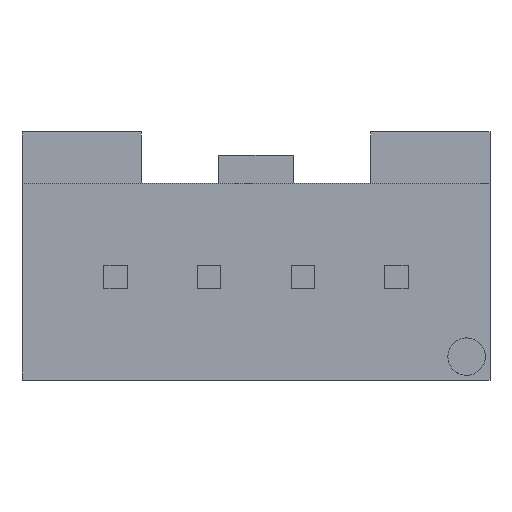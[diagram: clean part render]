
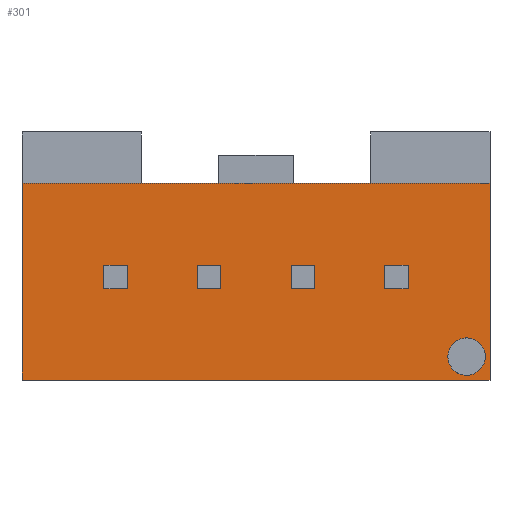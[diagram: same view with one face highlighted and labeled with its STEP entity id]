
A CAD part, front view. The second image highlights one B-rep face of the part: STEP entity #301.
In plain terms, the highlighted planar face has unit normal (0, -1, 0).
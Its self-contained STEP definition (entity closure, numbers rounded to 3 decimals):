
#55=AXIS2_PLACEMENT_3D('Circle Axis2P3D',#53,#54,$) ;
#125=AXIS2_PLACEMENT_3D('Plane Axis2P3D',#122,#123,#124) ;
#50=CARTESIAN_POINT('Vertex',(4.5,-3.85,-2.1)) ;
#53=CARTESIAN_POINT('Axis2P3D Location',(4.5,-3.85,-1.7)) ;
#57=CARTESIAN_POINT('Vertex',(4.5,-3.85,-1.3)) ;
#108=CARTESIAN_POINT('Control Point',(4.5,-3.85,-1.3)) ;
#109=CARTESIAN_POINT('Control Point',(4.249,-3.85,-1.3)) ;
#110=CARTESIAN_POINT('Control Point',(3.987,-3.85,-1.495)) ;
#111=CARTESIAN_POINT('Control Point',(3.987,-3.85,-1.905)) ;
#112=CARTESIAN_POINT('Control Point',(4.249,-3.85,-2.1)) ;
#113=CARTESIAN_POINT('Control Point',(4.5,-3.85,-2.1)) ;
#122=CARTESIAN_POINT('Axis2P3D Location',(-5.,-3.85,3.1)) ;
#127=CARTESIAN_POINT('Line Origine',(5.,-3.85,-0.1)) ;
#131=CARTESIAN_POINT('Vertex',(5.,-3.85,2.)) ;
#133=CARTESIAN_POINT('Vertex',(5.,-3.85,-2.2)) ;
#136=CARTESIAN_POINT('Line Origine',(0.,-3.85,2.)) ;
#140=CARTESIAN_POINT('Vertex',(-5.,-3.85,2.)) ;
#143=CARTESIAN_POINT('Line Origine',(-5.,-3.85,-0.1)) ;
#147=CARTESIAN_POINT('Vertex',(-5.,-3.85,-2.2)) ;
#150=CARTESIAN_POINT('Line Origine',(0.,-3.85,-2.2)) ;
#161=CARTESIAN_POINT('Line Origine',(0.75,-3.85,0.)) ;
#165=CARTESIAN_POINT('Vertex',(0.75,-3.85,0.25)) ;
#167=CARTESIAN_POINT('Vertex',(0.75,-3.85,-0.25)) ;
#170=CARTESIAN_POINT('Line Origine',(1.,-3.85,0.25)) ;
#174=CARTESIAN_POINT('Vertex',(1.25,-3.85,0.25)) ;
#177=CARTESIAN_POINT('Line Origine',(1.25,-3.85,0.)) ;
#181=CARTESIAN_POINT('Vertex',(1.25,-3.85,-0.25)) ;
#184=CARTESIAN_POINT('Line Origine',(1.,-3.85,-0.25)) ;
#195=CARTESIAN_POINT('Line Origine',(-3.25,-3.85,0.)) ;
#199=CARTESIAN_POINT('Vertex',(-3.25,-3.85,0.25)) ;
#201=CARTESIAN_POINT('Vertex',(-3.25,-3.85,-0.25)) ;
#204=CARTESIAN_POINT('Line Origine',(-3.,-3.85,0.25)) ;
#208=CARTESIAN_POINT('Vertex',(-2.75,-3.85,0.25)) ;
#211=CARTESIAN_POINT('Line Origine',(-2.75,-3.85,0.)) ;
#215=CARTESIAN_POINT('Vertex',(-2.75,-3.85,-0.25)) ;
#218=CARTESIAN_POINT('Line Origine',(-3.,-3.85,-0.25)) ;
#233=CARTESIAN_POINT('Line Origine',(-1.25,-3.85,0.)) ;
#237=CARTESIAN_POINT('Vertex',(-1.25,-3.85,0.25)) ;
#239=CARTESIAN_POINT('Vertex',(-1.25,-3.85,-0.25)) ;
#242=CARTESIAN_POINT('Line Origine',(-1.,-3.85,0.25)) ;
#246=CARTESIAN_POINT('Vertex',(-0.75,-3.85,0.25)) ;
#249=CARTESIAN_POINT('Line Origine',(-0.75,-3.85,0.)) ;
#253=CARTESIAN_POINT('Vertex',(-0.75,-3.85,-0.25)) ;
#256=CARTESIAN_POINT('Line Origine',(-1.,-3.85,-0.25)) ;
#267=CARTESIAN_POINT('Line Origine',(2.75,-3.85,0.)) ;
#271=CARTESIAN_POINT('Vertex',(2.75,-3.85,0.25)) ;
#273=CARTESIAN_POINT('Vertex',(2.75,-3.85,-0.25)) ;
#276=CARTESIAN_POINT('Line Origine',(3.,-3.85,0.25)) ;
#280=CARTESIAN_POINT('Vertex',(3.25,-3.85,0.25)) ;
#283=CARTESIAN_POINT('Line Origine',(3.25,-3.85,0.)) ;
#287=CARTESIAN_POINT('Vertex',(3.25,-3.85,-0.25)) ;
#290=CARTESIAN_POINT('Line Origine',(3.,-3.85,-0.25)) ;
#54=DIRECTION('Axis2P3D Direction',(0.,1.,0.)) ;
#123=DIRECTION('Axis2P3D Direction',(0.,1.,0.)) ;
#124=DIRECTION('Axis2P3D XDirection',(0.,0.,1.)) ;
#128=DIRECTION('Vector Direction',(0.,0.,-1.)) ;
#137=DIRECTION('Vector Direction',(-1.,0.,0.)) ;
#144=DIRECTION('Vector Direction',(0.,0.,-1.)) ;
#151=DIRECTION('Vector Direction',(1.,0.,0.)) ;
#162=DIRECTION('Vector Direction',(0.,0.,-1.)) ;
#171=DIRECTION('Vector Direction',(-1.,0.,0.)) ;
#178=DIRECTION('Vector Direction',(0.,0.,1.)) ;
#185=DIRECTION('Vector Direction',(1.,0.,0.)) ;
#196=DIRECTION('Vector Direction',(0.,0.,-1.)) ;
#205=DIRECTION('Vector Direction',(-1.,0.,0.)) ;
#212=DIRECTION('Vector Direction',(0.,0.,1.)) ;
#219=DIRECTION('Vector Direction',(1.,0.,0.)) ;
#234=DIRECTION('Vector Direction',(0.,0.,-1.)) ;
#243=DIRECTION('Vector Direction',(-1.,0.,0.)) ;
#250=DIRECTION('Vector Direction',(0.,0.,1.)) ;
#257=DIRECTION('Vector Direction',(1.,0.,0.)) ;
#268=DIRECTION('Vector Direction',(0.,0.,-1.)) ;
#277=DIRECTION('Vector Direction',(-1.,0.,0.)) ;
#284=DIRECTION('Vector Direction',(0.,0.,1.)) ;
#291=DIRECTION('Vector Direction',(1.,0.,0.)) ;
#129=VECTOR('Line Direction',#128,1.) ;
#138=VECTOR('Line Direction',#137,1.) ;
#145=VECTOR('Line Direction',#144,1.) ;
#152=VECTOR('Line Direction',#151,1.) ;
#163=VECTOR('Line Direction',#162,1.) ;
#172=VECTOR('Line Direction',#171,1.) ;
#179=VECTOR('Line Direction',#178,1.) ;
#186=VECTOR('Line Direction',#185,1.) ;
#197=VECTOR('Line Direction',#196,1.) ;
#206=VECTOR('Line Direction',#205,1.) ;
#213=VECTOR('Line Direction',#212,1.) ;
#220=VECTOR('Line Direction',#219,1.) ;
#235=VECTOR('Line Direction',#234,1.) ;
#244=VECTOR('Line Direction',#243,1.) ;
#251=VECTOR('Line Direction',#250,1.) ;
#258=VECTOR('Line Direction',#257,1.) ;
#269=VECTOR('Line Direction',#268,1.) ;
#278=VECTOR('Line Direction',#277,1.) ;
#285=VECTOR('Line Direction',#284,1.) ;
#292=VECTOR('Line Direction',#291,1.) ;
#156=ORIENTED_EDGE('',*,*,#135,.F.) ;
#157=ORIENTED_EDGE('',*,*,#142,.T.) ;
#158=ORIENTED_EDGE('',*,*,#149,.T.) ;
#159=ORIENTED_EDGE('',*,*,#154,.T.) ;
#190=ORIENTED_EDGE('',*,*,#169,.F.) ;
#191=ORIENTED_EDGE('',*,*,#176,.F.) ;
#192=ORIENTED_EDGE('',*,*,#183,.F.) ;
#193=ORIENTED_EDGE('',*,*,#188,.F.) ;
#224=ORIENTED_EDGE('',*,*,#203,.F.) ;
#225=ORIENTED_EDGE('',*,*,#210,.F.) ;
#226=ORIENTED_EDGE('',*,*,#217,.F.) ;
#227=ORIENTED_EDGE('',*,*,#222,.F.) ;
#230=ORIENTED_EDGE('',*,*,#114,.F.) ;
#231=ORIENTED_EDGE('',*,*,#59,.F.) ;
#262=ORIENTED_EDGE('',*,*,#241,.F.) ;
#263=ORIENTED_EDGE('',*,*,#248,.F.) ;
#264=ORIENTED_EDGE('',*,*,#255,.F.) ;
#265=ORIENTED_EDGE('',*,*,#260,.F.) ;
#296=ORIENTED_EDGE('',*,*,#275,.F.) ;
#297=ORIENTED_EDGE('',*,*,#282,.F.) ;
#298=ORIENTED_EDGE('',*,*,#289,.F.) ;
#299=ORIENTED_EDGE('',*,*,#294,.F.) ;
#194=FACE_BOUND('',#189,.T.) ;
#228=FACE_BOUND('',#223,.T.) ;
#232=FACE_BOUND('',#229,.T.) ;
#266=FACE_BOUND('',#261,.T.) ;
#300=FACE_BOUND('',#295,.T.) ;
#301=ADVANCED_FACE('',(#160,#194,#228,#232,#266,#300),#126,.F.) ;
#107=B_SPLINE_CURVE_WITH_KNOTS('',5,(#108,#109,#110,#111,#112,#113),.UNSPECIFIED.,.F.,.U.,(6,6),(-0.628,0.628),.UNSPECIFIED.) ;
#56=CIRCLE('generated circle',#55,0.4) ;
#59=EDGE_CURVE('',#51,#58,#56,.F.) ;
#114=EDGE_CURVE('',#58,#51,#107,.T.) ;
#135=EDGE_CURVE('',#132,#134,#130,.T.) ;
#142=EDGE_CURVE('',#132,#141,#139,.T.) ;
#149=EDGE_CURVE('',#141,#148,#146,.T.) ;
#154=EDGE_CURVE('',#148,#134,#153,.T.) ;
#169=EDGE_CURVE('',#166,#168,#164,.T.) ;
#176=EDGE_CURVE('',#175,#166,#173,.T.) ;
#183=EDGE_CURVE('',#182,#175,#180,.T.) ;
#188=EDGE_CURVE('',#168,#182,#187,.T.) ;
#203=EDGE_CURVE('',#200,#202,#198,.T.) ;
#210=EDGE_CURVE('',#209,#200,#207,.T.) ;
#217=EDGE_CURVE('',#216,#209,#214,.T.) ;
#222=EDGE_CURVE('',#202,#216,#221,.T.) ;
#241=EDGE_CURVE('',#238,#240,#236,.T.) ;
#248=EDGE_CURVE('',#247,#238,#245,.T.) ;
#255=EDGE_CURVE('',#254,#247,#252,.T.) ;
#260=EDGE_CURVE('',#240,#254,#259,.T.) ;
#275=EDGE_CURVE('',#272,#274,#270,.T.) ;
#282=EDGE_CURVE('',#281,#272,#279,.T.) ;
#289=EDGE_CURVE('',#288,#281,#286,.T.) ;
#294=EDGE_CURVE('',#274,#288,#293,.T.) ;
#155=EDGE_LOOP('',(#156,#157,#158,#159)) ;
#189=EDGE_LOOP('',(#190,#191,#192,#193)) ;
#223=EDGE_LOOP('',(#224,#225,#226,#227)) ;
#229=EDGE_LOOP('',(#230,#231)) ;
#261=EDGE_LOOP('',(#262,#263,#264,#265)) ;
#295=EDGE_LOOP('',(#296,#297,#298,#299)) ;
#160=FACE_OUTER_BOUND('',#155,.T.) ;
#130=LINE('Line',#127,#129) ;
#139=LINE('Line',#136,#138) ;
#146=LINE('Line',#143,#145) ;
#153=LINE('Line',#150,#152) ;
#164=LINE('Line',#161,#163) ;
#173=LINE('Line',#170,#172) ;
#180=LINE('Line',#177,#179) ;
#187=LINE('Line',#184,#186) ;
#198=LINE('Line',#195,#197) ;
#207=LINE('Line',#204,#206) ;
#214=LINE('Line',#211,#213) ;
#221=LINE('Line',#218,#220) ;
#236=LINE('Line',#233,#235) ;
#245=LINE('Line',#242,#244) ;
#252=LINE('Line',#249,#251) ;
#259=LINE('Line',#256,#258) ;
#270=LINE('Line',#267,#269) ;
#279=LINE('Line',#276,#278) ;
#286=LINE('Line',#283,#285) ;
#293=LINE('Line',#290,#292) ;
#126=PLANE('Plane',#125) ;
#51=VERTEX_POINT('',#50) ;
#58=VERTEX_POINT('',#57) ;
#132=VERTEX_POINT('',#131) ;
#134=VERTEX_POINT('',#133) ;
#141=VERTEX_POINT('',#140) ;
#148=VERTEX_POINT('',#147) ;
#166=VERTEX_POINT('',#165) ;
#168=VERTEX_POINT('',#167) ;
#175=VERTEX_POINT('',#174) ;
#182=VERTEX_POINT('',#181) ;
#200=VERTEX_POINT('',#199) ;
#202=VERTEX_POINT('',#201) ;
#209=VERTEX_POINT('',#208) ;
#216=VERTEX_POINT('',#215) ;
#238=VERTEX_POINT('',#237) ;
#240=VERTEX_POINT('',#239) ;
#247=VERTEX_POINT('',#246) ;
#254=VERTEX_POINT('',#253) ;
#272=VERTEX_POINT('',#271) ;
#274=VERTEX_POINT('',#273) ;
#281=VERTEX_POINT('',#280) ;
#288=VERTEX_POINT('',#287) ;
